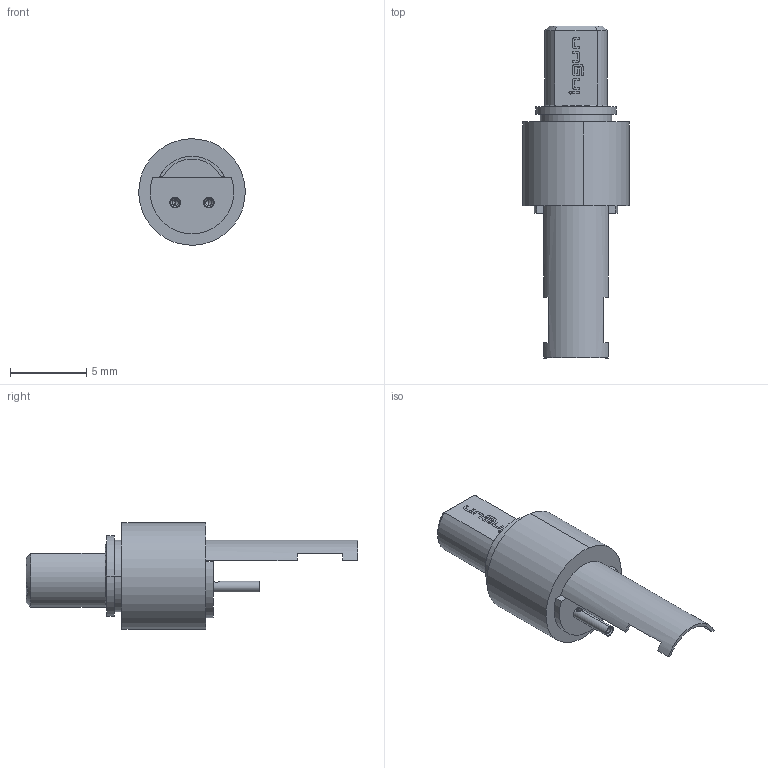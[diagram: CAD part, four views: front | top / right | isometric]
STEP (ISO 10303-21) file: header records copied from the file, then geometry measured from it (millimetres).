
FILE_DESCRIPTION (( 'STEP AP203' ), '1' );
FILE_NAME ('INGUN_SE-821_MX38.STEP', '2022-05-18T06:38:27', ( 'ochi' ), ( '' ), 'SwSTEP 2.0', 'SolidWorks 2018', '' );
FILE_SCHEMA (( 'CONFIG_CONTROL_DESIGN' ));
Length unit declared in the file: millimetre
Products named in the file (1): INGUN_SE-821_MX38
Bounding box: 7 x 21.8 x 7 mm (x, y, z)
Volume: 309 mm3; surface area: 452 mm2
Topology: 1 solids, 1 shells, 161 faces, 405 edges, 258 vertices
Faces by surface type: plane 78, cylinder 38, cone 23, bspline 22
Entity records: 5202 total; most frequent: CARTESIAN_POINT 1471, ORIENTED_EDGE 802, DIRECTION 677, EDGE_CURVE 401, VERTEX_POINT 258, AXIS2_PLACEMENT_3D 242, LINE 193, VECTOR 193
